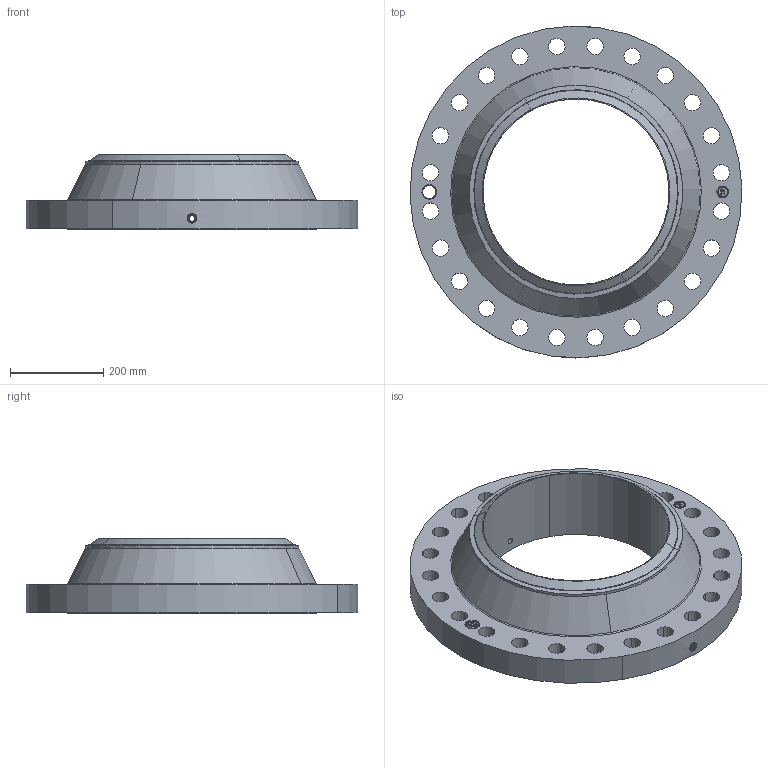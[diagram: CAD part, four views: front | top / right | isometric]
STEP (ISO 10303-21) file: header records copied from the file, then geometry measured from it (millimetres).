
FILE_DESCRIPTION(('3D STEP'),'2;1');
FILE_NAME('18-300-RF-WELD-NECK-100-ORIF-FLANGE.stp','2013-10-20T18:08:23+00:00',('Texas Flange'),(''),'CATIA Version 5 Release 20 SP 6 (IN-10)','CATIA V5 STEP AP214','800-826-3801');
FILE_SCHEMA(('AUTOMOTIVE_DESIGN { 1 0 10303 214 1 1 1 1 }'));
Length unit declared in the file: inch
Products named in the file (1): 18-300-RF-WELD-NECK-100-ORIF-FLANGE
Bounding box: 711 x 711.2 x 160.27 mm (x, y, z)
Volume: 20903233.1 mm3; surface area: 1107062 mm2
Topology: 1 solids, 1 shells, 817 faces, 2224 edges, 1428 vertices
Faces by surface type: plane 369, bspline 259, cylinder 129, cone 52, torus 4, revolution 4
Entity records: 34079 total; most frequent: CARTESIAN_POINT 13795, ORIENTED_EDGE 4448, EDGE_CURVE 2224, DIRECTION 2214, VERTEX_POINT 1428, VECTOR 1220, LINE 1220, EDGE_LOOP 892
